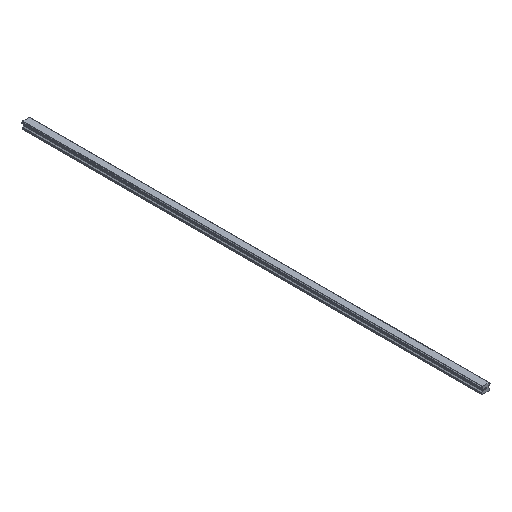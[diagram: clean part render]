
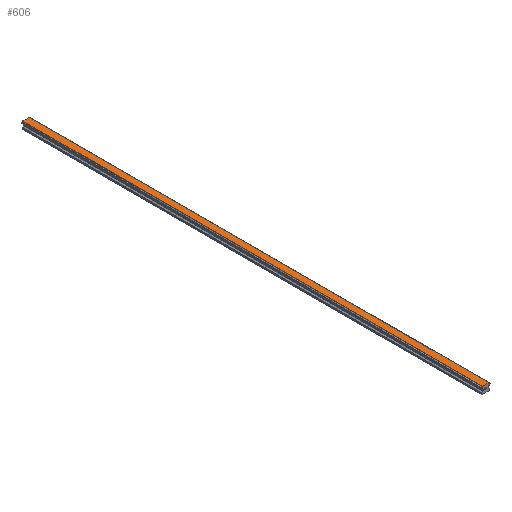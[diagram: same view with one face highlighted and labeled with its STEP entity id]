
A CAD part, isometric view. The second image highlights one B-rep face of the part: STEP entity #606.
In plain terms, the highlighted planar face has unit normal (0, 0, 1).
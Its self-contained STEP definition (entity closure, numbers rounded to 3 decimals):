
#606=ADVANCED_FACE('',(#1235),#1236,.T.);
#1235=FACE_OUTER_BOUND('',#1904,.T.);
#1236=PLANE('',#1905);
#1904=EDGE_LOOP('',(#3634,#3635,#3636,#3637));
#1905=AXIS2_PLACEMENT_3D('',#3638,#3639,#3640);
#3634=ORIENTED_EDGE('',*,*,#4400,.T.);
#3635=ORIENTED_EDGE('',*,*,#4570,.F.);
#3636=ORIENTED_EDGE('',*,*,#4262,.T.);
#3637=ORIENTED_EDGE('',*,*,#4568,.T.);
#3638=CARTESIAN_POINT('',(0.,1910.0,29.));
#3639=DIRECTION('',(0.0,0.0,1.0));
#3640=DIRECTION('',(-1.0,0.0,0.0));
#4262=EDGE_CURVE('',#5215,#5213,#5216,.T.);
#4400=EDGE_CURVE('',#5446,#5444,#5447,.T.);
#4568=EDGE_CURVE('',#5213,#5446,#5637,.T.);
#4570=EDGE_CURVE('',#5215,#5444,#5639,.T.);
#5213=VERTEX_POINT('',#6505);
#5215=VERTEX_POINT('',#6508);
#5216=LINE('',#6509,#6510);
#5444=VERTEX_POINT('',#6828);
#5446=VERTEX_POINT('',#6831);
#5447=LINE('',#6832,#6833);
#5637=LINE('',#7059,#7060);
#5639=LINE('',#7062,#7063);
#6505=CARTESIAN_POINT('',(-13.251,1910.0,29.));
#6508=CARTESIAN_POINT('',(13.251,1910.0,29.));
#6509=CARTESIAN_POINT('',(13.251,1910.0,29.));
#6510=VECTOR('',#7539,1.0);
#6828=CARTESIAN_POINT('',(13.251,0.0,29.));
#6831=CARTESIAN_POINT('',(-13.251,0.0,29.));
#6832=CARTESIAN_POINT('',(13.251,0.0,29.));
#6833=VECTOR('',#7697,1.0);
#7059=CARTESIAN_POINT('',(-13.251,1910.0,29.));
#7060=VECTOR('',#7911,1.0);
#7062=CARTESIAN_POINT('',(13.251,1910.0,29.));
#7063=VECTOR('',#7912,1.0);
#7539=DIRECTION('',(-1.0,0.0,0.0));
#7697=DIRECTION('',(1.0,0.0,0.0));
#7911=DIRECTION('',(0.0,-1.0,0.0));
#7912=DIRECTION('',(0.0,-1.0,0.0));
